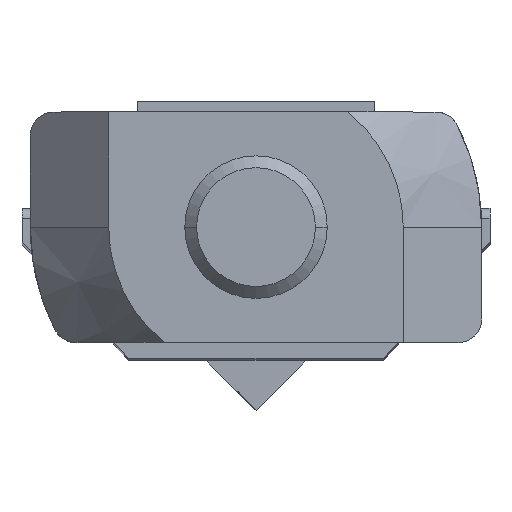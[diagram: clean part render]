
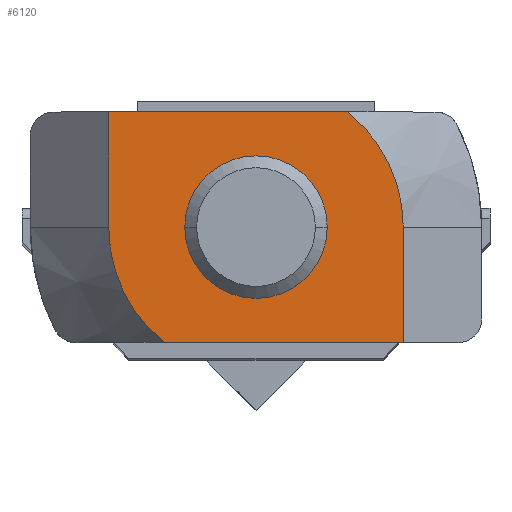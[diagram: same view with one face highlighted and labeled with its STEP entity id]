
A CAD part, top view. The second image highlights one B-rep face of the part: STEP entity #6120.
In plain terms, the highlighted face is planar.
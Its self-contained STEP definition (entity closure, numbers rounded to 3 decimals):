
#4831=CARTESIAN_POINT('',(0.,0.,0.));
#4832=DIRECTION('',(0.,1.,0.));
#4833=DIRECTION('',(0.782,0.,-0.623));
#4834=AXIS2_PLACEMENT_3D('',#4831,#4832,#4833);
#4839=DIRECTION('',(1.,0.,0.));
#4840=VECTOR('',#4839,4.85);
#4841=CARTESIAN_POINT('',(-4.85,0.,-6.2));
#4842=LINE('',#4841,#4840);
#4846=DIRECTION('',(0.,0.,1.));
#4847=VECTOR('',#4846,10.062);
#4848=CARTESIAN_POINT('',(-4.85,0.,-6.2));
#4849=LINE('',#4848,#4847);
#4853=CARTESIAN_POINT('',(0.,0.,0.));
#4854=DIRECTION('',(0.,-1.,0.));
#4855=DIRECTION('',(0.,0.,1.));
#4856=AXIS2_PLACEMENT_3D('',#4853,#4854,#4855);
#4861=DIRECTION('',(1.,0.,0.));
#4862=VECTOR('',#4861,4.85);
#4863=CARTESIAN_POINT('',(0.,0.,6.2));
#4864=LINE('',#4863,#4862);
#4868=DIRECTION('',(0.,0.,-1.));
#4869=VECTOR('',#4868,10.062);
#4870=CARTESIAN_POINT('',(4.85,0.,6.2));
#4871=LINE('',#4870,#4869);
#4875=CARTESIAN_POINT('',(0.,0.,0.));
#4876=DIRECTION('',(0.,1.,0.));
#4877=DIRECTION('',(1.,0.,0.));
#4878=AXIS2_PLACEMENT_3D('',#4875,#4876,#4877);
#4883=CARTESIAN_POINT('',(0.,0.,0.));
#4884=DIRECTION('',(0.,1.,0.));
#4885=DIRECTION('',(-1.,0.,0.));
#4886=AXIS2_PLACEMENT_3D('',#4883,#4884,#4885);
#6065=CARTESIAN_POINT('',(4.85,0.,6.2));
#6066=VERTEX_POINT('',#6065);
#6069=CARTESIAN_POINT('',(-4.85,0.,-6.2));
#6070=VERTEX_POINT('',#6069);
#6071=CARTESIAN_POINT('',(0.,0.,6.2));
#6072=CARTESIAN_POINT('',(-4.85,0.,3.862));
#6073=VERTEX_POINT('',#6071);
#6074=VERTEX_POINT('',#6072);
#6079=CARTESIAN_POINT('',(4.85,0.,-3.862));
#6080=CARTESIAN_POINT('',(0.,0.,-6.2));
#6081=VERTEX_POINT('',#6079);
#6082=VERTEX_POINT('',#6080);
#6087=CARTESIAN_POINT('',(2.5,0.,0.));
#6088=CARTESIAN_POINT('',(-2.5,0.,0.));
#6089=VERTEX_POINT('',#6087);
#6090=VERTEX_POINT('',#6088);
#6095=CARTESIAN_POINT('',(0.,0.,0.));
#6096=DIRECTION('',(0.,1.,0.));
#6097=DIRECTION('',(1.,0.,0.));
#6098=AXIS2_PLACEMENT_3D('',#6095,#6096,#6097);
#6099=PLANE('',#6098);
#6101=ORIENTED_EDGE('',*,*,#6100,.T.);
#6103=ORIENTED_EDGE('',*,*,#6102,.F.);
#6105=ORIENTED_EDGE('',*,*,#6104,.T.);
#6107=ORIENTED_EDGE('',*,*,#6106,.F.);
#6109=ORIENTED_EDGE('',*,*,#6108,.T.);
#6111=ORIENTED_EDGE('',*,*,#6110,.T.);
#6112=EDGE_LOOP('',(#6101,#6103,#6105,#6107,#6109,#6111));
#6113=FACE_OUTER_BOUND('',#6112,.F.);
#6115=ORIENTED_EDGE('',*,*,#6114,.F.);
#6117=ORIENTED_EDGE('',*,*,#6116,.F.);
#6118=EDGE_LOOP('',(#6115,#6117));
#6119=FACE_BOUND('',#6118,.F.);
#4835=CIRCLE('',#4834,6.2);
#4857=CIRCLE('',#4856,6.2);
#4879=CIRCLE('',#4878,2.5);
#4887=CIRCLE('',#4886,2.5);
#6100=EDGE_CURVE('',#6081,#6082,#4835,.T.);
#6102=EDGE_CURVE('',#6070,#6082,#4842,.T.);
#6104=EDGE_CURVE('',#6070,#6074,#4849,.T.);
#6106=EDGE_CURVE('',#6073,#6074,#4857,.T.);
#6108=EDGE_CURVE('',#6073,#6066,#4864,.T.);
#6110=EDGE_CURVE('',#6066,#6081,#4871,.T.);
#6114=EDGE_CURVE('',#6089,#6090,#4879,.T.);
#6116=EDGE_CURVE('',#6090,#6089,#4887,.T.);
#6120=ADVANCED_FACE('',(#6113,#6119),#6099,.F.);
